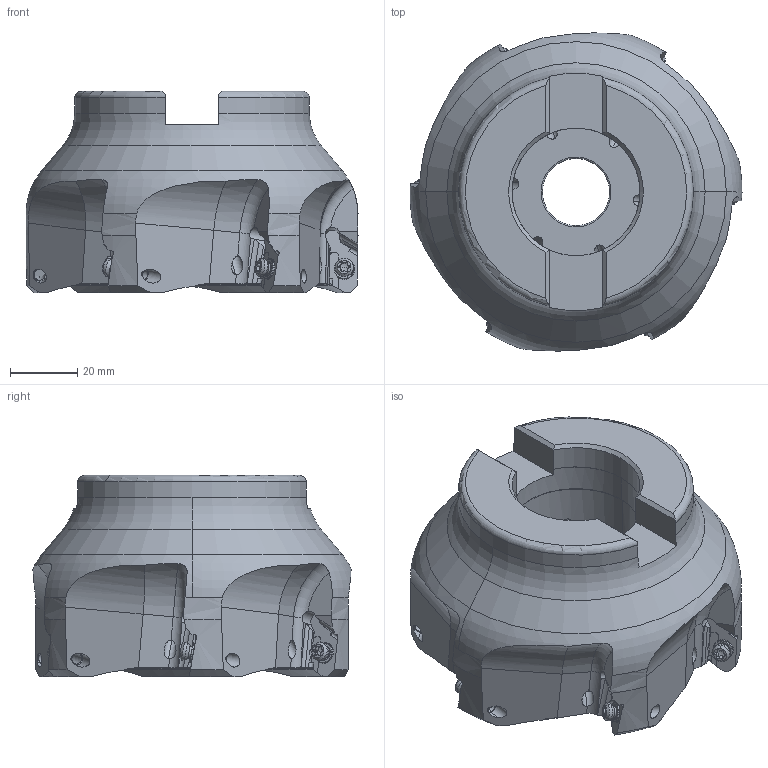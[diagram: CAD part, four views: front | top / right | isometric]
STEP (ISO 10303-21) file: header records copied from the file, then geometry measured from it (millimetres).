
FILE_DESCRIPTION(/* description */ (''),/* implementation_level */ '2;1');
FILE_NAME(/* name */ 'BXD4000R0406B.stp',/* time_stamp */ '2021-09-08T11:40:28+09:00',/* author */ (''),/* organization */ (''),/* preprocessor_version */ 'ST-DEVELOPER v16',/* originating_system */ 'SIEMENS PLM Software NX 10.0',/* authorisation */ '');
FILE_SCHEMA (('AUTOMOTIVE_DESIGN { 1 0 10303 214 3 1 1 1 }'));
Length unit declared in the file: millimetre
Products named in the file (1): BXD4000R0406B_ASM
Bounding box: 99.02 x 94.88 x 60.1 mm (x, y, z)
Volume: 255926.3 mm3; surface area: 37625.4 mm2
Topology: 7 solids, 7 shells, 584 faces, 1826 edges, 1255 vertices
Faces by surface type: cylinder 252, plane 168, cone 110, torus 42, sphere 12
Entity records: 25719 total; most frequent: CARTESIAN_POINT 9315, ORIENTED_EDGE 3628, DIRECTION 3302, EDGE_CURVE 1814, AXIS2_PLACEMENT_3D 1345, VERTEX_POINT 1246, CIRCLE 663, LINE 612
